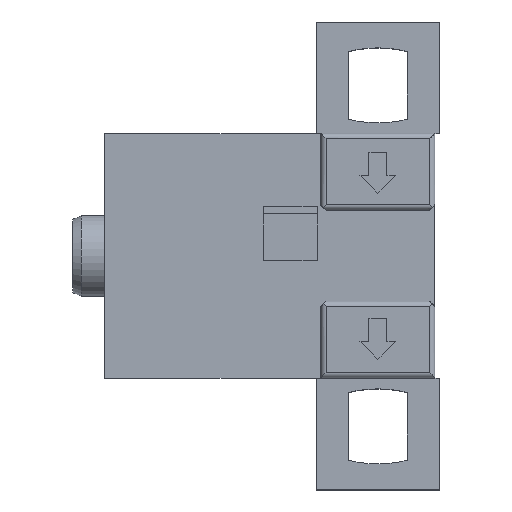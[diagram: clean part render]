
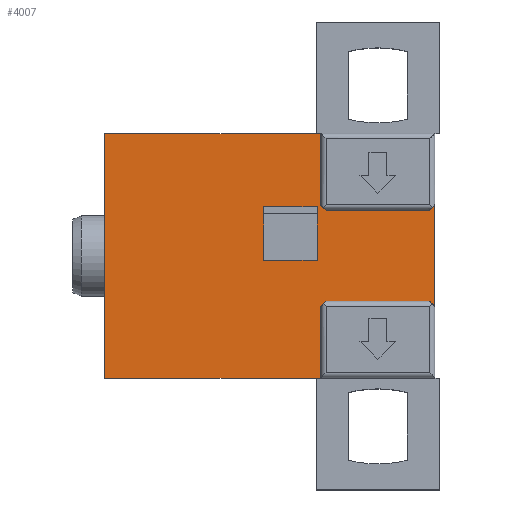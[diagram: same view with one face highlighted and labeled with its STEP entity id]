
A CAD part, top view. The second image highlights one B-rep face of the part: STEP entity #4007.
In plain terms, the highlighted planar face has unit normal (0, 0, 1).
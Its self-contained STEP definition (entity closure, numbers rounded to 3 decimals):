
#2028=DIRECTION('',(0.,-1.,0.));
#2029=VECTOR('',#2028,5.7);
#2030=CARTESIAN_POINT('',(3.2,2.85,6.45));
#2031=LINE('',#2030,#2029);
#2032=DIRECTION('',(-0.707,0.707,0.));
#2033=VECTOR('',#2032,0.424);
#2034=CARTESIAN_POINT('',(3.2,-2.85,6.45));
#2035=LINE('',#2034,#2033);
#2036=DIRECTION('',(-1.,0.,0.));
#2037=VECTOR('',#2036,2.5);
#2038=CARTESIAN_POINT('',(2.9,-2.55,6.45));
#2039=LINE('',#2038,#2037);
#2040=DIRECTION('',(-1.,0.,0.));
#2041=VECTOR('',#2040,0.8);
#2042=CARTESIAN_POINT('',(0.4,-2.55,6.45));
#2043=LINE('',#2042,#2041);
#2044=DIRECTION('',(-1.,0.,0.));
#2045=VECTOR('',#2044,2.5);
#2046=CARTESIAN_POINT('',(-0.4,-2.55,6.45));
#2047=LINE('',#2046,#2045);
#2048=DIRECTION('',(-0.707,-0.707,0.));
#2049=VECTOR('',#2048,0.424);
#2050=CARTESIAN_POINT('',(-2.9,-2.55,6.45));
#2051=LINE('',#2050,#2049);
#2052=DIRECTION('',(-1.,0.,0.));
#2053=VECTOR('',#2052,11.85);
#2054=CARTESIAN_POINT('',(-3.45,-6.85,6.45));
#2055=LINE('',#2054,#2053);
#2056=DIRECTION('',(1.,0.,0.));
#2057=VECTOR('',#2056,11.85);
#2058=CARTESIAN_POINT('',(-15.3,6.85,6.45));
#2059=LINE('',#2058,#2057);
#2060=DIRECTION('',(1.,0.,0.));
#2061=VECTOR('',#2060,0.25);
#2062=CARTESIAN_POINT('',(-3.45,6.85,6.45));
#2063=LINE('',#2062,#2061);
#2064=DIRECTION('',(0.,-1.,0.));
#2065=VECTOR('',#2064,4.);
#2066=CARTESIAN_POINT('',(-3.2,6.85,6.45));
#2067=LINE('',#2066,#2065);
#2068=DIRECTION('',(0.707,-0.707,0.));
#2069=VECTOR('',#2068,0.424);
#2070=CARTESIAN_POINT('',(-3.2,2.85,6.45));
#2071=LINE('',#2070,#2069);
#2072=DIRECTION('',(0.707,0.707,0.));
#2073=VECTOR('',#2072,0.424);
#2074=CARTESIAN_POINT('',(2.9,2.55,6.45));
#2075=LINE('',#2074,#2073);
#2428=DIRECTION('',(-1.,0.,0.));
#2429=VECTOR('',#2428,0.8);
#2430=CARTESIAN_POINT('',(0.4,2.55,6.45));
#2431=LINE('',#2430,#2429);
#2464=DIRECTION('',(-1.,0.,0.));
#2465=VECTOR('',#2464,2.5);
#2466=CARTESIAN_POINT('',(2.9,2.55,6.45));
#2467=LINE('',#2466,#2465);
#2476=DIRECTION('',(-1.,0.,0.));
#2477=VECTOR('',#2476,2.5);
#2478=CARTESIAN_POINT('',(-0.4,2.55,6.45));
#2479=LINE('',#2478,#2477);
#2768=DIRECTION('',(0.,-1.,0.));
#2769=VECTOR('',#2768,13.7);
#2770=CARTESIAN_POINT('',(-15.3,6.85,6.45));
#2771=LINE('',#2770,#2769);
#2954=DIRECTION('',(1.,0.,0.));
#2955=VECTOR('',#2954,0.25);
#2956=CARTESIAN_POINT('',(-3.45,-6.85,6.45));
#2957=LINE('',#2956,#2955);
#3006=DIRECTION('',(0.,1.,0.));
#3007=VECTOR('',#3006,4.);
#3008=CARTESIAN_POINT('',(-3.2,-6.85,6.45));
#3009=LINE('',#3008,#3007);
#3206=DIRECTION('',(1.,0.,0.));
#3207=VECTOR('',#3206,3.);
#3208=CARTESIAN_POINT('',(-6.4,2.75,6.45));
#3209=LINE('',#3208,#3207);
#3214=DIRECTION('',(0.,-1.,0.));
#3215=VECTOR('',#3214,3.);
#3216=CARTESIAN_POINT('',(-3.4,2.75,6.45));
#3217=LINE('',#3216,#3215);
#3222=DIRECTION('',(-1.,0.,0.));
#3223=VECTOR('',#3222,3.);
#3224=CARTESIAN_POINT('',(-3.4,-0.25,6.45));
#3225=LINE('',#3224,#3223);
#3230=DIRECTION('',(0.,1.,0.));
#3231=VECTOR('',#3230,3.);
#3232=CARTESIAN_POINT('',(-6.4,-0.25,6.45));
#3233=LINE('',#3232,#3231);
#3442=CARTESIAN_POINT('',(-2.9,2.55,6.45));
#3443=VERTEX_POINT('',#3442);
#3444=CARTESIAN_POINT('',(-3.2,2.85,6.45));
#3445=VERTEX_POINT('',#3444);
#3448=CARTESIAN_POINT('',(2.9,2.55,6.45));
#3449=VERTEX_POINT('',#3448);
#3450=CARTESIAN_POINT('',(0.4,2.55,6.45));
#3451=VERTEX_POINT('',#3450);
#3456=CARTESIAN_POINT('',(-0.4,2.55,6.45));
#3457=VERTEX_POINT('',#3456);
#3459=CARTESIAN_POINT('',(3.2,2.85,6.45));
#3460=VERTEX_POINT('',#3459);
#3468=CARTESIAN_POINT('',(-3.45,6.85,6.45));
#3470=VERTEX_POINT('',#3468);
#3472=CARTESIAN_POINT('',(-15.3,6.85,6.45));
#3473=VERTEX_POINT('',#3472);
#3524=CARTESIAN_POINT('',(-3.45,-6.85,6.45));
#3526=VERTEX_POINT('',#3524);
#3530=CARTESIAN_POINT('',(-15.3,-6.85,6.45));
#3531=VERTEX_POINT('',#3530);
#3532=CARTESIAN_POINT('',(-3.2,-6.85,6.45));
#3533=CARTESIAN_POINT('',(-3.2,-2.85,6.45));
#3534=VERTEX_POINT('',#3532);
#3535=VERTEX_POINT('',#3533);
#3538=CARTESIAN_POINT('',(3.2,-2.85,6.45));
#3539=VERTEX_POINT('',#3538);
#3540=CARTESIAN_POINT('',(2.9,-2.55,6.45));
#3541=VERTEX_POINT('',#3540);
#3542=CARTESIAN_POINT('',(0.4,-2.55,6.45));
#3543=VERTEX_POINT('',#3542);
#3544=CARTESIAN_POINT('',(-0.4,-2.55,6.45));
#3545=VERTEX_POINT('',#3544);
#3546=CARTESIAN_POINT('',(-2.9,-2.55,6.45));
#3547=VERTEX_POINT('',#3546);
#3548=CARTESIAN_POINT('',(-3.2,6.85,6.45));
#3549=VERTEX_POINT('',#3548);
#3550=CARTESIAN_POINT('',(-6.4,2.75,6.45));
#3551=CARTESIAN_POINT('',(-3.4,2.75,6.45));
#3552=VERTEX_POINT('',#3550);
#3553=VERTEX_POINT('',#3551);
#3554=CARTESIAN_POINT('',(-6.4,-0.25,6.45));
#3555=VERTEX_POINT('',#3554);
#3556=CARTESIAN_POINT('',(-3.4,-0.25,6.45));
#3557=VERTEX_POINT('',#3556);
#3958=CARTESIAN_POINT('',(-3.2,0.,6.45));
#3959=DIRECTION('',(0.,0.,-1.));
#3960=DIRECTION('',(-1.,0.,0.));
#3961=AXIS2_PLACEMENT_3D('',#3958,#3959,#3960);
#3962=PLANE('',#3961);
#3964=ORIENTED_EDGE('',*,*,#3963,.T.);
#3965=ORIENTED_EDGE('',*,*,#3929,.T.);
#3966=ORIENTED_EDGE('',*,*,#3952,.T.);
#3968=ORIENTED_EDGE('',*,*,#3967,.T.);
#3969=ORIENTED_EDGE('',*,*,#3944,.T.);
#3970=ORIENTED_EDGE('',*,*,#3870,.T.);
#3972=ORIENTED_EDGE('',*,*,#3971,.F.);
#3974=ORIENTED_EDGE('',*,*,#3973,.F.);
#3976=ORIENTED_EDGE('',*,*,#3975,.T.);
#3978=ORIENTED_EDGE('',*,*,#3977,.F.);
#3980=ORIENTED_EDGE('',*,*,#3979,.T.);
#3982=ORIENTED_EDGE('',*,*,#3981,.T.);
#3984=ORIENTED_EDGE('',*,*,#3983,.T.);
#3986=ORIENTED_EDGE('',*,*,#3985,.T.);
#3988=ORIENTED_EDGE('',*,*,#3987,.F.);
#3990=ORIENTED_EDGE('',*,*,#3989,.F.);
#3992=ORIENTED_EDGE('',*,*,#3991,.F.);
#3994=ORIENTED_EDGE('',*,*,#3993,.T.);
#3995=EDGE_LOOP('',(#3964,#3965,#3966,#3968,#3969,#3970,#3972,#3974,#3976,#3978,
#3980,#3982,#3984,#3986,#3988,#3990,#3992,#3994));
#3996=FACE_OUTER_BOUND('',#3995,.F.);
#3998=ORIENTED_EDGE('',*,*,#3997,.F.);
#4000=ORIENTED_EDGE('',*,*,#3999,.F.);
#4002=ORIENTED_EDGE('',*,*,#4001,.F.);
#4004=ORIENTED_EDGE('',*,*,#4003,.F.);
#4005=EDGE_LOOP('',(#3998,#4000,#4002,#4004));
#4006=FACE_BOUND('',#4005,.F.);
#3870=EDGE_CURVE('',#3547,#3535,#2051,.T.);
#3929=EDGE_CURVE('',#3539,#3541,#2035,.T.);
#3944=EDGE_CURVE('',#3545,#3547,#2047,.T.);
#3952=EDGE_CURVE('',#3541,#3543,#2039,.T.);
#3963=EDGE_CURVE('',#3460,#3539,#2031,.T.);
#3967=EDGE_CURVE('',#3543,#3545,#2043,.T.);
#3971=EDGE_CURVE('',#3534,#3535,#3009,.T.);
#3973=EDGE_CURVE('',#3526,#3534,#2957,.T.);
#3975=EDGE_CURVE('',#3526,#3531,#2055,.T.);
#3977=EDGE_CURVE('',#3473,#3531,#2771,.T.);
#3979=EDGE_CURVE('',#3473,#3470,#2059,.T.);
#3981=EDGE_CURVE('',#3470,#3549,#2063,.T.);
#3983=EDGE_CURVE('',#3549,#3445,#2067,.T.);
#3985=EDGE_CURVE('',#3445,#3443,#2071,.T.);
#3987=EDGE_CURVE('',#3457,#3443,#2479,.T.);
#3989=EDGE_CURVE('',#3451,#3457,#2431,.T.);
#3991=EDGE_CURVE('',#3449,#3451,#2467,.T.);
#3993=EDGE_CURVE('',#3449,#3460,#2075,.T.);
#3997=EDGE_CURVE('',#3552,#3553,#3209,.T.);
#3999=EDGE_CURVE('',#3555,#3552,#3233,.T.);
#4001=EDGE_CURVE('',#3557,#3555,#3225,.T.);
#4003=EDGE_CURVE('',#3553,#3557,#3217,.T.);
#4007=ADVANCED_FACE('',(#3996,#4006),#3962,.F.);
